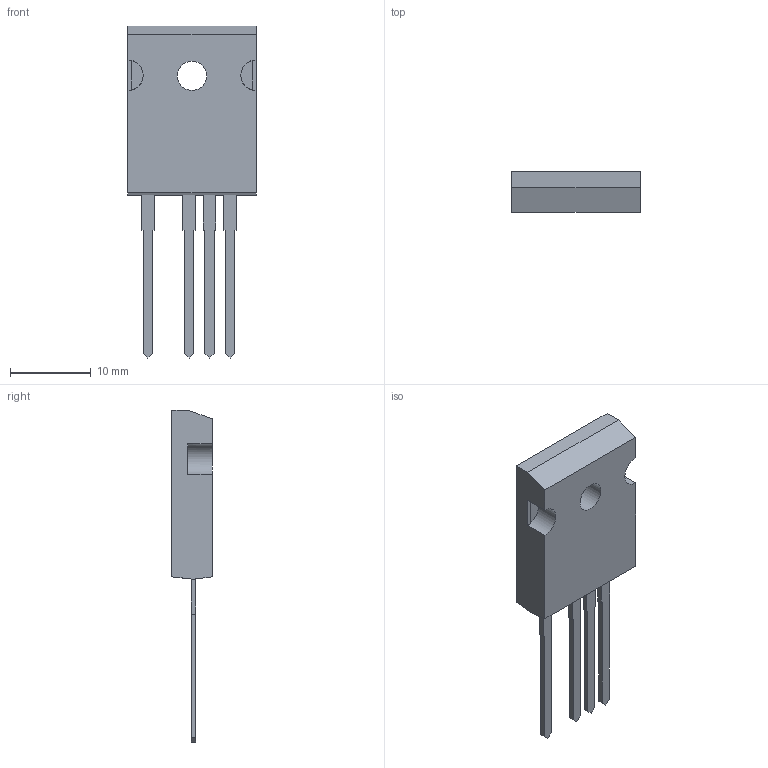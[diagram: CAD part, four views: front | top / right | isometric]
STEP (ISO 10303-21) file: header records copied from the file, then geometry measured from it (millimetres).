
FILE_DESCRIPTION(('FreeCAD Model'),'2;1');
FILE_NAME('TO-247-4_Vertical.step','2018-04-07T22:06:44',('kicad StepUp'),( 'ksu MCAD'),'Open CASCADE STEP processor 6.8','FreeCAD','Unknown');
FILE_SCHEMA(('AUTOMOTIVE_DESIGN_CC2 { 1 2 10303 214 -1 1 5 4 }'));
Length unit declared in the file: millimetre
Products named in the file (1): TO-247-4_Vertical
Bounding box: 15.9 x 5.03 x 41.1 mm (x, y, z)
Volume: 1607.4 mm3; surface area: 1358.6 mm2
Topology: 1 solids, 1 shells, 74 faces, 207 edges, 138 vertices
Faces by surface type: plane 69, cylinder 5
Full cylindrical faces by diameter (mm): 3.61 x1, 7.19 x1, 7.4 x1
Entity records: 1739 total; most frequent: ORIENTED_EDGE 329, CARTESIAN_POINT 220, EDGE_CURVE 207, LINE 187, VERTEX_POINT 138, DIRECTION 103, AXIS2_PLACEMENT_3D 84, FACE_BOUND 79
